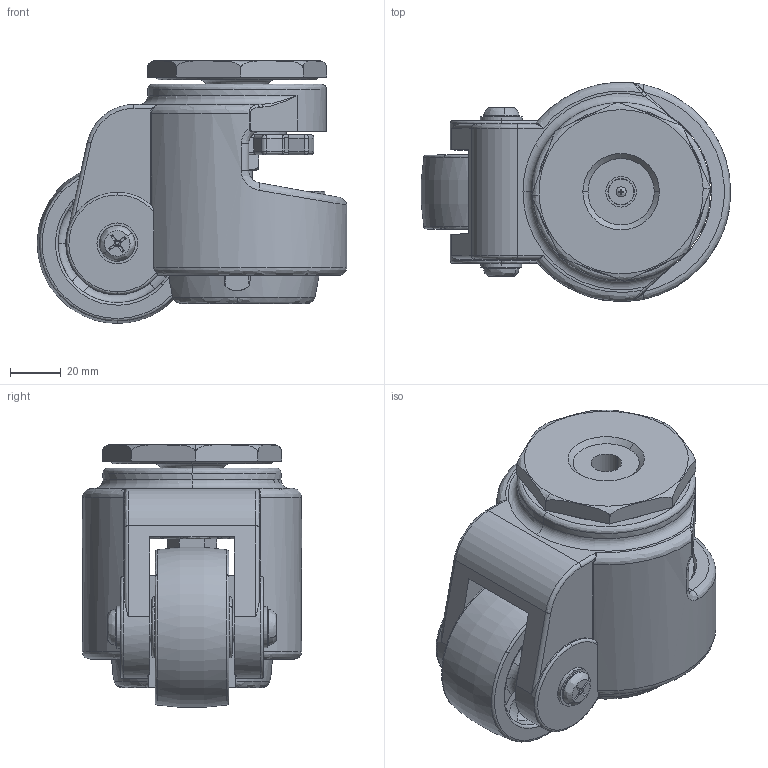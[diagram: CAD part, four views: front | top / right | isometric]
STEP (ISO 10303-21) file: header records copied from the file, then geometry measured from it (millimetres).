
FILE_DESCRIPTION (( 'STEP AP214' ), '1' );
FILE_NAME ('0016580.step', '2022-06-29T12:49:24', ( '' ), ( '' ), 'SwSTEP 2.0', 'SolidWorks 2020', '' );
FILE_SCHEMA (( 'AUTOMOTIVE_DESIGN' ));
Length unit declared in the file: millimetre
Products named in the file (1): 0016580
Bounding box: 121.38 x 86 x 103.08 mm (x, y, z)
Surface area: 112023.1 mm2 (no closed solid volume)
Topology: 0 solids, 66 shells, 820 faces, 2084 edges, 1269 vertices
Faces by surface type: cylinder 260, plane 250, bspline 221, torus 54, cone 33, sphere 2
Entity records: 39579 total; most frequent: CARTESIAN_POINT 21594, ORIENTED_EDGE 3862, DIRECTION 3537, EDGE_CURVE 1995, AXIS2_PLACEMENT_3D 1393, VERTEX_POINT 1267, EDGE_LOOP 864, ADVANCED_FACE 820
